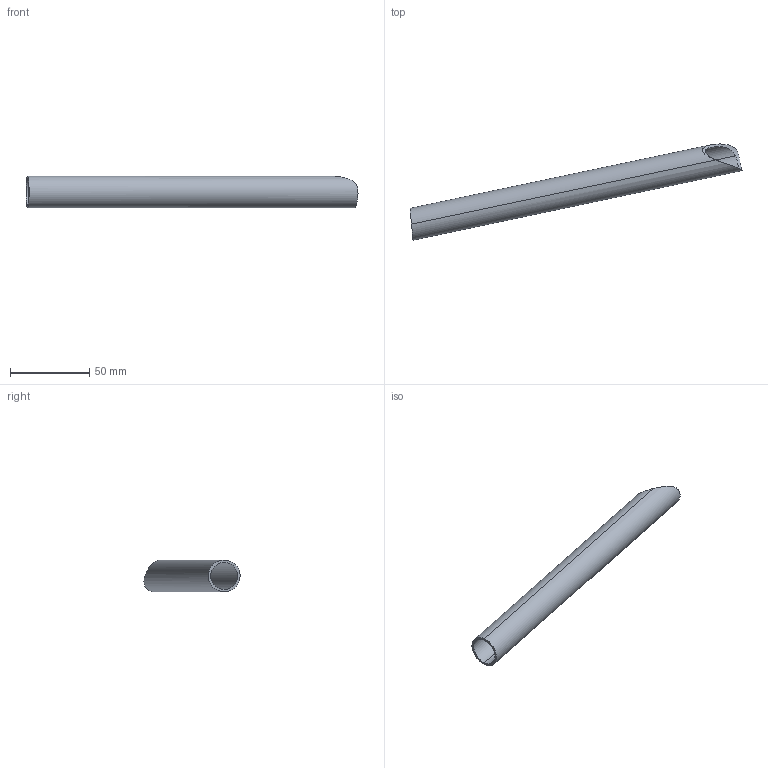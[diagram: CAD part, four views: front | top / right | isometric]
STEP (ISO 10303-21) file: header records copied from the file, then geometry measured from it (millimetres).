
FILE_DESCRIPTION(('STEP AP214'),'1');
FILE_NAME('47.stp','2019-12-01T21:52:21',(' '),(' '),'Spatial InterOp 3D',' ',' ');
FILE_SCHEMA(('AUTOMOTIVE_DESIGN { 1 0 10303 214 1 1 1 1 }'));
Length unit declared in the file: metre
Products named in the file (1): PartBody/Trim.2
Bounding box: 208.98 x 60.54 x 20 mm (x, y, z)
Volume: 17648.2 mm3; surface area: 23782.6 mm2
Topology: 1 solids, 1 shells, 7 faces, 18 edges, 12 vertices
Faces by surface type: cylinder 6, plane 1
Entity records: 555 total; most frequent: CARTESIAN_POINT 253, ORIENTED_EDGE 36, DIRECTION 26, STYLED_ITEM 20, PRESENTATION_STYLE_ASSIGNMENT 20, COLOUR_RGB 20, EDGE_CURVE 18, CURVE_STYLE 12
